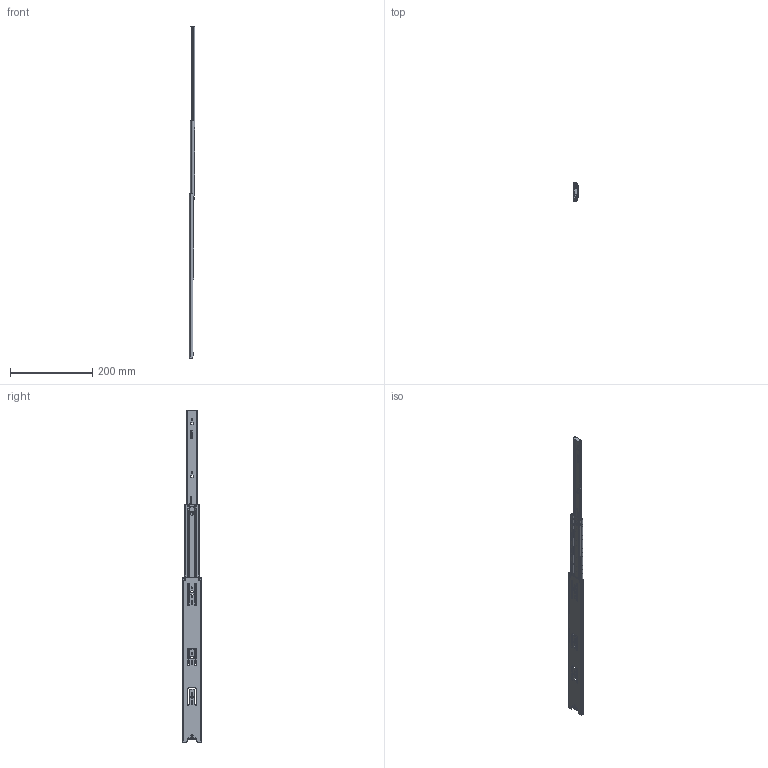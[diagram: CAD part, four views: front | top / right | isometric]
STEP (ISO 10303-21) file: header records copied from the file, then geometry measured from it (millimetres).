
FILE_DESCRIPTION(/* description */ ('Vollauszug Serie 072 400x406'),/* implementation_level */ '2;1');
FILE_NAME(/* name */ '07000077003.stp',/* time_stamp */ '2020-07-10T14:18:01+02:00',/* author */ ('Philipp Joos'),/* organization */ (''),/* preprocessor_version */ 'ST-DEVELOPER v18',/* originating_system */ 'Autodesk Inventor 2020',/* authorisation */ '');
FILE_SCHEMA (('AUTOMOTIVE_DESIGN { 1 0 10303 214 3 1 1 }'));
Length unit declared in the file: millimetre
Products named in the file (1): 07000077003
Bounding box: 12.7 x 45.5 x 806 mm (x, y, z)
Volume: 83061.8 mm3; surface area: 140706.8 mm2
Topology: 54 solids, 54 shells, 964 faces, 2950 edges, 1945 vertices
Faces by surface type: plane 461, cylinder 442, sphere 46, torus 15
Full cylindrical faces by diameter (mm): 4 x2, 4.4 x4, 4.6 x2, 4.7 x2, 5 x61, 6.3 x3, 7.3 x1, 8 x1
Entity records: 35254 total; most frequent: CARTESIAN_POINT 7658, ORIENTED_EDGE 5720, DIRECTION 5644, EDGE_CURVE 2860, AXIS2_PLACEMENT_3D 1971, VERTEX_POINT 1945, LINE 1702, VECTOR 1702
